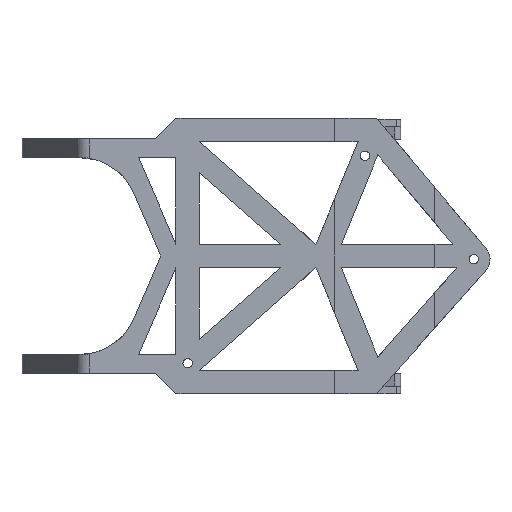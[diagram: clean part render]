
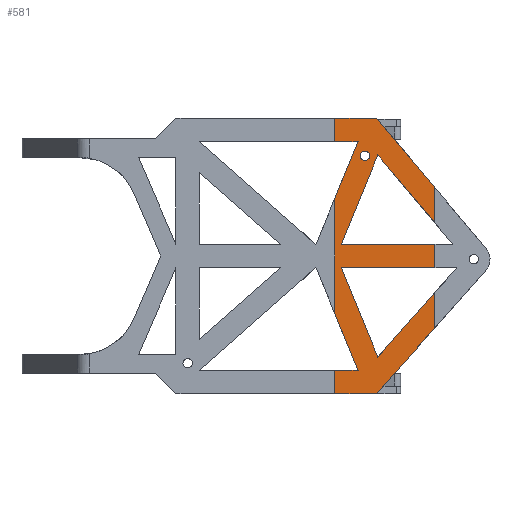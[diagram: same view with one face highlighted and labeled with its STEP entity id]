
A CAD part, left-side view. The second image highlights one B-rep face of the part: STEP entity #581.
In plain terms, the highlighted planar face has unit normal (-1, 0, 0).
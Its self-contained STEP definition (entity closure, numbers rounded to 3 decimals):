
#32 = VERTEX_POINT('',#33);
#33 = CARTESIAN_POINT('',(-28.,0.5,59.));
#39 = EDGE_CURVE('',#32,#40,#42,.T.);
#40 = VERTEX_POINT('',#41);
#41 = CARTESIAN_POINT('',(-28.,-12.,44.121));
#42 = LINE('',#43,#44);
#43 = CARTESIAN_POINT('',(-28.,43.427,110.098));
#44 = VECTOR('',#45,1.);
#45 = DIRECTION('',(-0.,-0.643,-0.766));
#562 = EDGE_CURVE('',#40,#563,#565,.T.);
#563 = VERTEX_POINT('',#564);
#564 = CARTESIAN_POINT('',(-28.,-12.,36.59));
#565 = LINE('',#566,#567);
#566 = CARTESIAN_POINT('',(-28.,-12.,225.762));
#567 = VECTOR('',#568,1.);
#568 = DIRECTION('',(-0.,-0.,-1.));
#581 = ADVANCED_FACE('',(#582,#728),#739,.T.);
#582 = FACE_BOUND('',#583,.T.);
#583 = EDGE_LOOP('',(#584,#592,#600,#608,#616,#624,#632,#640,#648,#656,
    #664,#672,#680,#688,#696,#704,#712,#720,#726,#727));
#584 = ORIENTED_EDGE('',*,*,#585,.F.);
#585 = EDGE_CURVE('',#586,#32,#588,.T.);
#586 = VERTEX_POINT('',#587);
#587 = CARTESIAN_POINT('',(-28.,9.5,59.));
#588 = LINE('',#589,#590);
#589 = CARTESIAN_POINT('',(-28.,15.75,59.));
#590 = VECTOR('',#591,1.);
#591 = DIRECTION('',(0.,-1.,0.));
#592 = ORIENTED_EDGE('',*,*,#593,.T.);
#593 = EDGE_CURVE('',#586,#594,#596,.T.);
#594 = VERTEX_POINT('',#595);
#595 = CARTESIAN_POINT('',(-28.,9.5,54.));
#596 = LINE('',#597,#598);
#597 = CARTESIAN_POINT('',(-28.,9.5,225.762));
#598 = VECTOR('',#599,1.);
#599 = DIRECTION('',(-0.,-0.,-1.));
#600 = ORIENTED_EDGE('',*,*,#601,.F.);
#601 = EDGE_CURVE('',#602,#594,#604,.T.);
#602 = VERTEX_POINT('',#603);
#603 = CARTESIAN_POINT('',(-28.,4.471,54.));
#604 = LINE('',#605,#606);
#605 = CARTESIAN_POINT('',(-28.,6.986,54.));
#606 = VECTOR('',#607,1.);
#607 = DIRECTION('',(0.,1.,0.));
#608 = ORIENTED_EDGE('',*,*,#609,.F.);
#609 = EDGE_CURVE('',#610,#602,#612,.T.);
#610 = VERTEX_POINT('',#611);
#611 = CARTESIAN_POINT('',(-28.,9.5,41.747));
#612 = LINE('',#613,#614);
#613 = CARTESIAN_POINT('',(-28.,-20.817,115.618));
#614 = VECTOR('',#615,1.);
#615 = DIRECTION('',(0.,-0.38,0.925));
#616 = ORIENTED_EDGE('',*,*,#617,.T.);
#617 = EDGE_CURVE('',#610,#618,#620,.T.);
#618 = VERTEX_POINT('',#619);
#619 = CARTESIAN_POINT('',(-28.,9.5,17.253));
#620 = LINE('',#621,#622);
#621 = CARTESIAN_POINT('',(-28.,9.5,225.762));
#622 = VECTOR('',#623,1.);
#623 = DIRECTION('',(-0.,-0.,-1.));
#624 = ORIENTED_EDGE('',*,*,#625,.T.);
#625 = EDGE_CURVE('',#618,#626,#628,.T.);
#626 = VERTEX_POINT('',#627);
#627 = CARTESIAN_POINT('',(-28.,4.471,5.));
#628 = LINE('',#629,#630);
#629 = CARTESIAN_POINT('',(-28.,48.118,111.352));
#630 = VECTOR('',#631,1.);
#631 = DIRECTION('',(-0.,-0.38,-0.925));
#632 = ORIENTED_EDGE('',*,*,#633,.T.);
#633 = EDGE_CURVE('',#626,#634,#636,.T.);
#634 = VERTEX_POINT('',#635);
#635 = CARTESIAN_POINT('',(-28.,9.5,5.));
#636 = LINE('',#637,#638);
#637 = CARTESIAN_POINT('',(-28.,6.986,5.));
#638 = VECTOR('',#639,1.);
#639 = DIRECTION('',(0.,1.,0.));
#640 = ORIENTED_EDGE('',*,*,#641,.T.);
#641 = EDGE_CURVE('',#634,#642,#644,.T.);
#642 = VERTEX_POINT('',#643);
#643 = CARTESIAN_POINT('',(-28.,9.5,0.));
#644 = LINE('',#645,#646);
#645 = CARTESIAN_POINT('',(-28.,9.5,225.762));
#646 = VECTOR('',#647,1.);
#647 = DIRECTION('',(-0.,-0.,-1.));
#648 = ORIENTED_EDGE('',*,*,#649,.F.);
#649 = EDGE_CURVE('',#650,#642,#652,.T.);
#650 = VERTEX_POINT('',#651);
#651 = CARTESIAN_POINT('',(-28.,0.5,0.));
#652 = LINE('',#653,#654);
#653 = CARTESIAN_POINT('',(-28.,15.75,0.));
#654 = VECTOR('',#655,1.);
#655 = DIRECTION('',(0.,1.,0.));
#656 = ORIENTED_EDGE('',*,*,#657,.T.);
#657 = EDGE_CURVE('',#650,#658,#660,.T.);
#658 = VERTEX_POINT('',#659);
#659 = CARTESIAN_POINT('',(-28.,-12.,14.133));
#660 = LINE('',#661,#662);
#661 = CARTESIAN_POINT('',(-28.,-53.543,61.102));
#662 = VECTOR('',#663,1.);
#663 = DIRECTION('',(0.,-0.663,0.749));
#664 = ORIENTED_EDGE('',*,*,#665,.F.);
#665 = EDGE_CURVE('',#666,#658,#668,.T.);
#666 = VERTEX_POINT('',#667);
#667 = CARTESIAN_POINT('',(-28.,-12.,21.68));
#668 = LINE('',#669,#670);
#669 = CARTESIAN_POINT('',(-28.,-12.,225.762));
#670 = VECTOR('',#671,1.);
#671 = DIRECTION('',(-0.,-0.,-1.));
#672 = ORIENTED_EDGE('',*,*,#673,.F.);
#673 = EDGE_CURVE('',#674,#666,#676,.T.);
#674 = VERTEX_POINT('',#675);
#675 = CARTESIAN_POINT('',(-28.,0.235,7.847));
#676 = LINE('',#677,#678);
#677 = CARTESIAN_POINT('',(-28.,-51.802,66.682));
#678 = VECTOR('',#679,1.);
#679 = DIRECTION('',(0.,-0.663,0.749));
#680 = ORIENTED_EDGE('',*,*,#681,.T.);
#681 = EDGE_CURVE('',#674,#682,#684,.T.);
#682 = VERTEX_POINT('',#683);
#683 = CARTESIAN_POINT('',(-28.,8.095,27.));
#684 = LINE('',#685,#686);
#685 = CARTESIAN_POINT('',(-28.,39.173,102.725));
#686 = VECTOR('',#687,1.);
#687 = DIRECTION('',(0.,0.38,0.925));
#688 = ORIENTED_EDGE('',*,*,#689,.T.);
#689 = EDGE_CURVE('',#682,#690,#692,.T.);
#690 = VERTEX_POINT('',#691);
#691 = CARTESIAN_POINT('',(-28.,-12.,27.));
#692 = LINE('',#693,#694);
#693 = CARTESIAN_POINT('',(-28.,8.798,27.));
#694 = VECTOR('',#695,1.);
#695 = DIRECTION('',(0.,-1.,0.));
#696 = ORIENTED_EDGE('',*,*,#697,.F.);
#697 = EDGE_CURVE('',#698,#690,#700,.T.);
#698 = VERTEX_POINT('',#699);
#699 = CARTESIAN_POINT('',(-28.,-12.,32.));
#700 = LINE('',#701,#702);
#701 = CARTESIAN_POINT('',(-28.,-12.,225.762));
#702 = VECTOR('',#703,1.);
#703 = DIRECTION('',(-0.,-0.,-1.));
#704 = ORIENTED_EDGE('',*,*,#705,.T.);
#705 = EDGE_CURVE('',#698,#706,#708,.T.);
#706 = VERTEX_POINT('',#707);
#707 = CARTESIAN_POINT('',(-28.,8.095,32.));
#708 = LINE('',#709,#710);
#709 = CARTESIAN_POINT('',(-28.,-3.178,32.));
#710 = VECTOR('',#711,1.);
#711 = DIRECTION('',(0.,1.,0.));
#712 = ORIENTED_EDGE('',*,*,#713,.F.);
#713 = EDGE_CURVE('',#714,#706,#716,.T.);
#714 = VERTEX_POINT('',#715);
#715 = CARTESIAN_POINT('',(-28.,0.235,51.153));
#716 = LINE('',#717,#718);
#717 = CARTESIAN_POINT('',(-28.,-29.762,124.245));
#718 = VECTOR('',#719,1.);
#719 = DIRECTION('',(0.,0.38,-0.925));
#720 = ORIENTED_EDGE('',*,*,#721,.T.);
#721 = EDGE_CURVE('',#714,#563,#722,.T.);
#722 = LINE('',#723,#724);
#723 = CARTESIAN_POINT('',(-28.,45.149,104.616));
#724 = VECTOR('',#725,1.);
#725 = DIRECTION('',(-0.,-0.643,-0.766));
#726 = ORIENTED_EDGE('',*,*,#562,.F.);
#727 = ORIENTED_EDGE('',*,*,#39,.F.);
#728 = FACE_BOUND('',#729,.T.);
#729 = EDGE_LOOP('',(#730));
#730 = ORIENTED_EDGE('',*,*,#731,.T.);
#731 = EDGE_CURVE('',#732,#732,#734,.T.);
#732 = VERTEX_POINT('',#733);
#733 = CARTESIAN_POINT('',(-28.,2.,51.));
#734 = CIRCLE('',#735,1.);
#735 = AXIS2_PLACEMENT_3D('',#736,#737,#738);
#736 = CARTESIAN_POINT('',(-28.,3.,51.));
#737 = DIRECTION('',(1.,0.,0.));
#738 = DIRECTION('',(0.,-1.,0.));
#739 = PLANE('',#740);
#740 = AXIS2_PLACEMENT_3D('',#741,#742,#743);
#741 = CARTESIAN_POINT('',(-28.,9.5,225.762));
#742 = DIRECTION('',(-1.,0.,0.));
#743 = DIRECTION('',(0.,-1.,0.));
